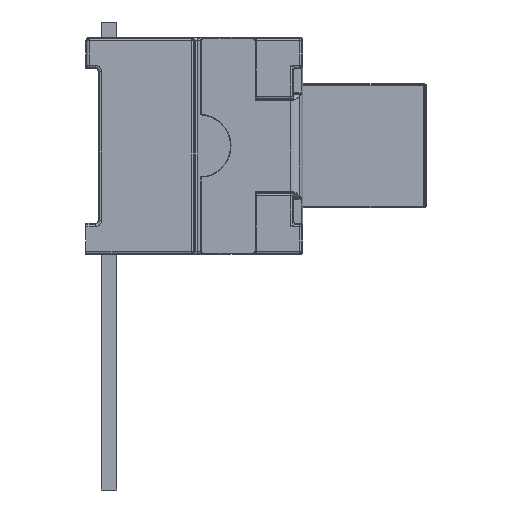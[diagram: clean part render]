
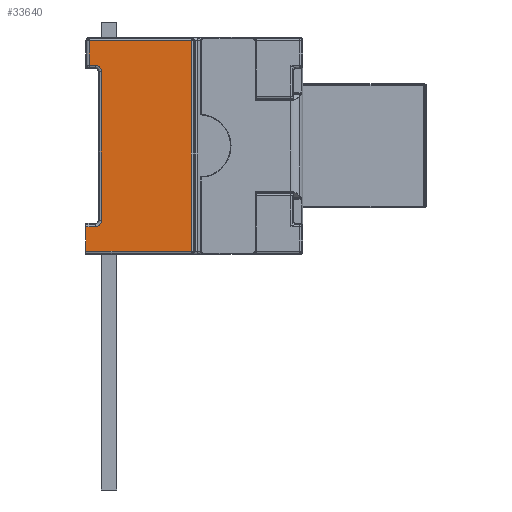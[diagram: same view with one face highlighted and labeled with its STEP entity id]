
A CAD part, left-side view. The second image highlights one B-rep face of the part: STEP entity #33640.
In plain terms, the highlighted planar face has unit normal (-1, 0, 0).
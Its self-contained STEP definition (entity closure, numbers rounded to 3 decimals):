
#347 = VERTEX_POINT ( 'NONE', #15873 ) ;
#990 = EDGE_CURVE ( 'NONE', #28594, #11354, #12984, .T. ) ;
#2584 = DIRECTION ( 'NONE',  ( 0., -1., 0. ) ) ;
#2981 = EDGE_LOOP ( 'NONE', ( #4491, #12404, #13590, #17385, #29840, #8414, #28624, #28951, #11704, #28476 ) ) ;
#3323 = DIRECTION ( 'NONE',  ( 0., 0., 1. ) ) ;
#3571 = CARTESIAN_POINT ( 'NONE',  ( -1.71, 0.4, 0.875 ) ) ;
#4040 = VECTOR ( 'NONE', #2584, 1000. ) ;
#4322 = VECTOR ( 'NONE', #27904, 1000. ) ;
#4491 = ORIENTED_EDGE ( 'NONE', *, *, #15426, .F. ) ;
#4714 = CARTESIAN_POINT ( 'NONE',  ( -1.71, 0.5, 0.55 ) ) ;
#5128 = EDGE_CURVE ( 'NONE', #9647, #25932, #12823, .T. ) ;
#5743 = CARTESIAN_POINT ( 'NONE',  ( -1.71, 0.65, 3.05 ) ) ;
#6556 = DIRECTION ( 'NONE',  ( 0., 0., 1. ) ) ;
#7657 = DIRECTION ( 'NONE',  ( -1., 0., 0. ) ) ;
#7877 = DIRECTION ( 'NONE',  ( 0., 1., 0. ) ) ;
#7957 = LINE ( 'NONE', #29485, #16753 ) ;
#8139 = CARTESIAN_POINT ( 'NONE',  ( -1.71, 0.5, 2.95 ) ) ;
#8339 = VERTEX_POINT ( 'NONE', #16597 ) ;
#8414 = ORIENTED_EDGE ( 'NONE', *, *, #33295, .F. ) ;
#8590 = DIRECTION ( 'NONE',  ( 0., 1., 0. ) ) ;
#9647 = VERTEX_POINT ( 'NONE', #12447 ) ;
#10657 = CARTESIAN_POINT ( 'NONE',  ( -1.71, 0.4, 2.95 ) ) ;
#10705 = DIRECTION ( 'NONE',  ( -1., 0., 0. ) ) ;
#11354 = VERTEX_POINT ( 'NONE', #12920 ) ;
#11704 = ORIENTED_EDGE ( 'NONE', *, *, #28110, .F. ) ;
#12315 = EDGE_CURVE ( 'NONE', #36528, #28594, #7957, .T. ) ;
#12324 = LINE ( 'NONE', #5743, #31770 ) ;
#12404 = ORIENTED_EDGE ( 'NONE', *, *, #5128, .F. ) ;
#12447 = CARTESIAN_POINT ( 'NONE',  ( -1.71, 0.6, 3.45 ) ) ;
#12546 = DIRECTION ( 'NONE',  ( 0., -1., 0. ) ) ;
#12566 = EDGE_CURVE ( 'NONE', #19220, #29287, #12324, .T. ) ;
#12823 = LINE ( 'NONE', #33764, #4040 ) ;
#12914 = LINE ( 'NONE', #23741, #27046 ) ;
#12920 = CARTESIAN_POINT ( 'NONE',  ( -1.71, 0.4, 0.55 ) ) ;
#12984 = CIRCLE ( 'NONE', #36554, 0.1 ) ;
#13301 = VECTOR ( 'NONE', #6556, 1000. ) ;
#13590 = ORIENTED_EDGE ( 'NONE', *, *, #22672, .F. ) ;
#13668 = CARTESIAN_POINT ( 'NONE',  ( -1.71, -0.225, 0.05 ) ) ;
#15426 = EDGE_CURVE ( 'NONE', #25932, #347, #12914, .T. ) ;
#15873 = CARTESIAN_POINT ( 'NONE',  ( -1.71, -1.05, 0.05 ) ) ;
#16597 = CARTESIAN_POINT ( 'NONE',  ( -1.71, 0.65, 0.05 ) ) ;
#16753 = VECTOR ( 'NONE', #12546, 1000. ) ;
#17385 = ORIENTED_EDGE ( 'NONE', *, *, #12566, .F. ) ;
#18859 = DIRECTION ( 'NONE',  ( 0., -0.707, -0.707 ) ) ;
#19220 = VERTEX_POINT ( 'NONE', #28096 ) ;
#19741 = LINE ( 'NONE', #13668, #4322 ) ;
#20406 = EDGE_CURVE ( 'NONE', #26409, #19220, #28124, .T. ) ;
#21425 = AXIS2_PLACEMENT_3D ( 'NONE', #21891, #36286, #7877 ) ;
#21891 = CARTESIAN_POINT ( 'NONE',  ( -1.71, 0.65, 0. ) ) ;
#22203 = CARTESIAN_POINT ( 'NONE',  ( -1.71, 0.5, 0.45 ) ) ;
#22672 = EDGE_CURVE ( 'NONE', #29287, #9647, #28359, .T. ) ;
#22869 = CARTESIAN_POINT ( 'NONE',  ( -1.71, 0.65, 0. ) ) ;
#23125 = CARTESIAN_POINT ( 'NONE',  ( -1.71, 0.6, 3.05 ) ) ;
#23741 = CARTESIAN_POINT ( 'NONE',  ( -1.71, -1.05, 0. ) ) ;
#25385 = EDGE_CURVE ( 'NONE', #347, #8339, #19741, .T. ) ;
#25932 = VERTEX_POINT ( 'NONE', #30458 ) ;
#26409 = VERTEX_POINT ( 'NONE', #10657 ) ;
#26437 = VECTOR ( 'NONE', #3323, 1000. ) ;
#27046 = VECTOR ( 'NONE', #32278, 1000. ) ;
#27319 = LINE ( 'NONE', #3571, #26437 ) ;
#27904 = DIRECTION ( 'NONE',  ( 0., 1., 0. ) ) ;
#28096 = CARTESIAN_POINT ( 'NONE',  ( -1.71, 0.5, 3.05 ) ) ;
#28110 = EDGE_CURVE ( 'NONE', #8339, #36528, #32087, .T. ) ;
#28124 = CIRCLE ( 'NONE', #28550, 0.1 ) ;
#28359 = LINE ( 'NONE', #33397, #13301 ) ;
#28476 = ORIENTED_EDGE ( 'NONE', *, *, #25385, .F. ) ;
#28550 = AXIS2_PLACEMENT_3D ( 'NONE', #8139, #10705, #33367 ) ;
#28594 = VERTEX_POINT ( 'NONE', #22203 ) ;
#28624 = ORIENTED_EDGE ( 'NONE', *, *, #990, .F. ) ;
#28951 = ORIENTED_EDGE ( 'NONE', *, *, #12315, .F. ) ;
#29287 = VERTEX_POINT ( 'NONE', #23125 ) ;
#29485 = CARTESIAN_POINT ( 'NONE',  ( -1.71, 0.65, 0.45 ) ) ;
#29840 = ORIENTED_EDGE ( 'NONE', *, *, #20406, .F. ) ;
#30458 = CARTESIAN_POINT ( 'NONE',  ( -1.71, -1.05, 3.45 ) ) ;
#30555 = PLANE ( 'NONE',  #21425 ) ;
#31770 = VECTOR ( 'NONE', #8590, 1000. ) ;
#32087 = LINE ( 'NONE', #22869, #34243 ) ;
#32278 = DIRECTION ( 'NONE',  ( 0., 0., -1. ) ) ;
#32977 = FACE_OUTER_BOUND ( 'NONE', #2981, .T. ) ;
#33295 = EDGE_CURVE ( 'NONE', #11354, #26409, #27319, .T. ) ;
#33367 = DIRECTION ( 'NONE',  ( 0., -0.707, 0.707 ) ) ;
#33397 = CARTESIAN_POINT ( 'NONE',  ( -1.71, 0.6, 0. ) ) ;
#33640 = ADVANCED_FACE ( 'NONE', ( #32977 ), #30555, .T. ) ;
#33764 = CARTESIAN_POINT ( 'NONE',  ( -1.71, -0.225, 3.45 ) ) ;
#34243 = VECTOR ( 'NONE', #36404, 1000. ) ;
#35880 = CARTESIAN_POINT ( 'NONE',  ( -1.71, 0.65, 0.45 ) ) ;
#36286 = DIRECTION ( 'NONE',  ( -1., 0., 0. ) ) ;
#36404 = DIRECTION ( 'NONE',  ( 0., 0., 1. ) ) ;
#36528 = VERTEX_POINT ( 'NONE', #35880 ) ;
#36554 = AXIS2_PLACEMENT_3D ( 'NONE', #4714, #7657, #18859 ) ;
